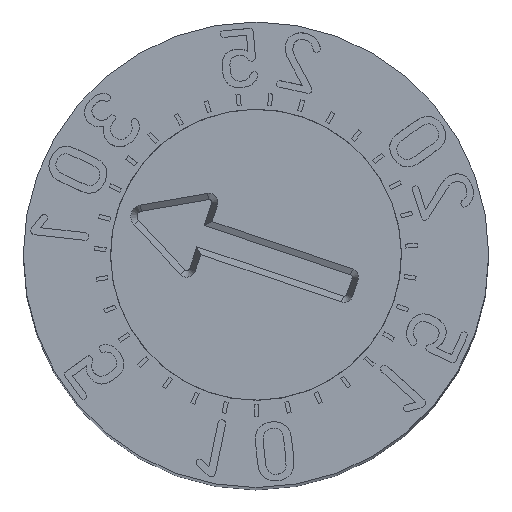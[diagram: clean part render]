
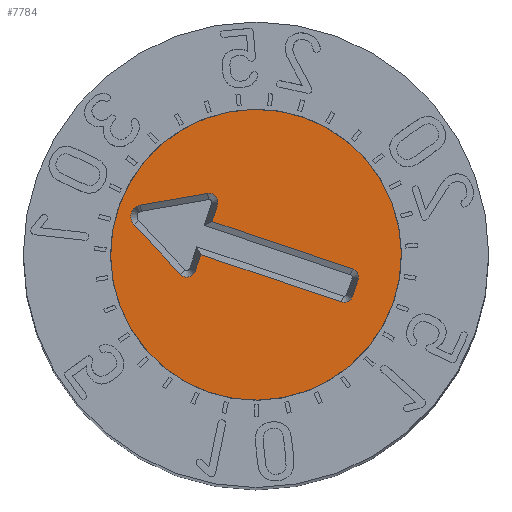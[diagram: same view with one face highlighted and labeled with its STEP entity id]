
A CAD part, top view. The second image highlights one B-rep face of the part: STEP entity #7784.
In plain terms, the highlighted planar face has unit normal (0, 0, 1).
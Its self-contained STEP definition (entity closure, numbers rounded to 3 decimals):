
#74=CIRCLE('',#8109,0.075);
#76=CIRCLE('',#8114,0.076);
#78=CIRCLE('',#8118,0.1);
#80=CIRCLE('',#8122,0.076);
#82=CIRCLE('',#8127,0.075);
#91=CIRCLE('',#8145,1.25);
#148=FACE_BOUND('',#1586,.T.);
#1106=FACE_OUTER_BOUND('',#1585,.T.);
#1585=EDGE_LOOP('',(#7101));
#1586=EDGE_LOOP('',(#7102,#7103,#7104,#7105,#7106,#7107,#7108,#7109,#7110,
#7111,#7112,#7113));
#2283=LINE('',#14080,#3004);
#2286=LINE('',#14086,#3007);
#2290=LINE('',#14098,#3011);
#2294=LINE('',#14110,#3015);
#2298=LINE('',#14122,#3019);
#2301=LINE('',#14128,#3022);
#2305=LINE('',#14138,#3026);
#3004=VECTOR('',#9349,10.);
#3007=VECTOR('',#9354,10.);
#3011=VECTOR('',#9366,10.);
#3015=VECTOR('',#9378,10.);
#3019=VECTOR('',#9390,10.);
#3022=VECTOR('',#9395,10.);
#3026=VECTOR('',#9407,10.);
#3742=VERTEX_POINT('',#14071);
#3743=VERTEX_POINT('',#14073);
#3745=VERTEX_POINT('',#14079);
#3747=VERTEX_POINT('',#14085);
#3749=VERTEX_POINT('',#14091);
#3751=VERTEX_POINT('',#14097);
#3753=VERTEX_POINT('',#14103);
#3755=VERTEX_POINT('',#14109);
#3757=VERTEX_POINT('',#14115);
#3759=VERTEX_POINT('',#14121);
#3761=VERTEX_POINT('',#14127);
#3763=VERTEX_POINT('',#14133);
#3771=VERTEX_POINT('',#14165);
#4840=EDGE_CURVE('',#3743,#3742,#74,.T.);
#4843=EDGE_CURVE('',#3745,#3743,#2283,.T.);
#4846=EDGE_CURVE('',#3747,#3745,#2286,.T.);
#4849=EDGE_CURVE('',#3749,#3747,#76,.T.);
#4852=EDGE_CURVE('',#3751,#3749,#2290,.T.);
#4855=EDGE_CURVE('',#3753,#3751,#78,.T.);
#4858=EDGE_CURVE('',#3755,#3753,#2294,.T.);
#4861=EDGE_CURVE('',#3757,#3755,#80,.T.);
#4864=EDGE_CURVE('',#3759,#3757,#2298,.T.);
#4867=EDGE_CURVE('',#3761,#3759,#2301,.T.);
#4870=EDGE_CURVE('',#3763,#3761,#82,.T.);
#4873=EDGE_CURVE('',#3742,#3763,#2305,.T.);
#4885=EDGE_CURVE('',#3771,#3771,#91,.T.);
#7101=ORIENTED_EDGE('',*,*,#4885,.F.);
#7102=ORIENTED_EDGE('',*,*,#4840,.T.);
#7103=ORIENTED_EDGE('',*,*,#4873,.T.);
#7104=ORIENTED_EDGE('',*,*,#4870,.T.);
#7105=ORIENTED_EDGE('',*,*,#4867,.T.);
#7106=ORIENTED_EDGE('',*,*,#4864,.T.);
#7107=ORIENTED_EDGE('',*,*,#4861,.T.);
#7108=ORIENTED_EDGE('',*,*,#4858,.T.);
#7109=ORIENTED_EDGE('',*,*,#4855,.T.);
#7110=ORIENTED_EDGE('',*,*,#4852,.T.);
#7111=ORIENTED_EDGE('',*,*,#4849,.T.);
#7112=ORIENTED_EDGE('',*,*,#4846,.T.);
#7113=ORIENTED_EDGE('',*,*,#4843,.T.);
#7358=PLANE('',#8146);
#7784=ADVANCED_FACE('',(#1106,#148),#7358,.F.);
#8109=AXIS2_PLACEMENT_3D('',#14074,#9343,#9344);
#8114=AXIS2_PLACEMENT_3D('',#14092,#9360,#9361);
#8118=AXIS2_PLACEMENT_3D('',#14104,#9372,#9373);
#8122=AXIS2_PLACEMENT_3D('',#14116,#9384,#9385);
#8127=AXIS2_PLACEMENT_3D('',#14134,#9401,#9402);
#8145=AXIS2_PLACEMENT_3D('',#14166,#9443,#9444);
#8146=AXIS2_PLACEMENT_3D('',#14168,#9446,#9447);
#9343=DIRECTION('center_axis',(0.,0.,-1.));
#9344=DIRECTION('ref_axis',(0.,-1.,0.));
#9349=DIRECTION('',(0.,1.,0.));
#9354=DIRECTION('',(1.,0.,0.));
#9360=DIRECTION('center_axis',(0.,0.,-1.));
#9361=DIRECTION('ref_axis',(0.,-1.,0.));
#9366=DIRECTION('',(-0.476,0.88,0.));
#9372=DIRECTION('center_axis',(0.,0.,-1.));
#9373=DIRECTION('ref_axis',(0.88,0.476,0.));
#9378=DIRECTION('',(-0.476,-0.88,0.));
#9384=DIRECTION('center_axis',(0.,0.,-1.));
#9385=DIRECTION('ref_axis',(-0.88,0.476,0.));
#9390=DIRECTION('',(1.,0.,0.));
#9395=DIRECTION('',(0.,-1.,0.));
#9401=DIRECTION('center_axis',(0.,0.,-1.));
#9402=DIRECTION('ref_axis',(-1.,0.,0.));
#9407=DIRECTION('',(1.,0.,0.));
#9443=DIRECTION('center_axis',(0.,0.,-1.));
#9444=DIRECTION('ref_axis',(-1.,0.,0.));
#9446=DIRECTION('center_axis',(0.,0.,-1.));
#9447=DIRECTION('ref_axis',(-1.,0.,0.));
#14071=CARTESIAN_POINT('',(-0.075,0.9,2.3));
#14073=CARTESIAN_POINT('',(-0.15,0.825,2.3));
#14074=CARTESIAN_POINT('Origin',(-0.075,0.825,2.3));
#14079=CARTESIAN_POINT('',(-0.15,-0.45,2.3));
#14080=CARTESIAN_POINT('',(-0.15,0.413,2.3));
#14085=CARTESIAN_POINT('',(-0.3,-0.45,2.3));
#14086=CARTESIAN_POINT('',(-0.075,-0.45,2.3));
#14091=CARTESIAN_POINT('',(-0.367,-0.562,2.3));
#14092=CARTESIAN_POINT('Origin',(-0.3,-0.526,2.3));
#14097=CARTESIAN_POINT('',(-0.088,-1.077,2.3));
#14098=CARTESIAN_POINT('',(-0.443,-0.421,2.3));
#14103=CARTESIAN_POINT('',(0.088,-1.077,2.3));
#14104=CARTESIAN_POINT('Origin',(0.,-1.03,
2.3));
#14109=CARTESIAN_POINT('',(0.367,-0.562,2.3));
#14110=CARTESIAN_POINT('',(0.303,-0.679,2.3));
#14115=CARTESIAN_POINT('',(0.3,-0.45,2.3));
#14116=CARTESIAN_POINT('Origin',(0.3,-0.526,2.3));
#14121=CARTESIAN_POINT('',(0.15,-0.45,2.3));
#14122=CARTESIAN_POINT('',(0.15,-0.45,2.3));
#14127=CARTESIAN_POINT('',(0.15,0.825,2.3));
#14128=CARTESIAN_POINT('',(0.15,-0.225,2.3));
#14133=CARTESIAN_POINT('',(0.075,0.9,2.3));
#14134=CARTESIAN_POINT('Origin',(0.075,0.825,2.3));
#14138=CARTESIAN_POINT('',(0.,0.9,2.3));
#14165=CARTESIAN_POINT('',(1.25,0.,2.3));
#14166=CARTESIAN_POINT('Origin',(0.,0.,2.3));
#14168=CARTESIAN_POINT('Origin',(0.,0.,2.3));
